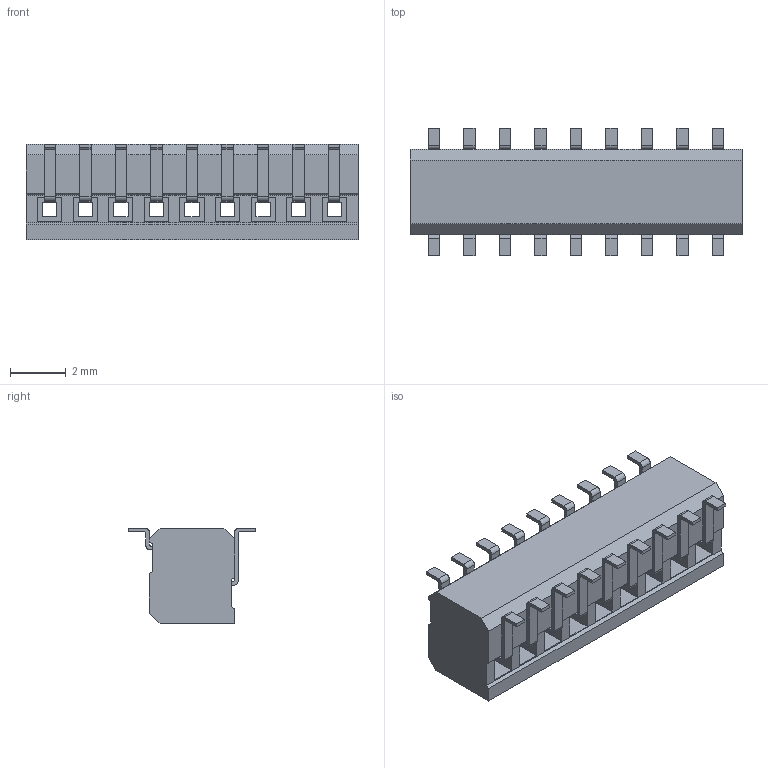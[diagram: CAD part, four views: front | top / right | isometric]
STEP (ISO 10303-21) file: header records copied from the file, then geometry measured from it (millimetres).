
FILE_DESCRIPTION(/* description */ ('STEP AP203'),/* implementation_level */ '2;1');
FILE_NAME(/* name */ 'CLP-109-02-F-DH',/* time_stamp */ '2023-04-20T11:12:51+02:00',/* author */ ('License CC BY-ND 4.0'),/* organization */ ('CADENAS'),/* preprocessor_version */ 'ST-DEVELOPER v19.3',/* originating_system */ 'PARTsolutions',/* authorisation */ ' ');
FILE_SCHEMA (('CONFIG_CONTROL_DESIGN'));
Length unit declared in the file: inch
Products named in the file (4): CLP-109-02-F-DH; C-70-05-109_Pin_dh; C-70-04-109_Pin_2_dh; CLP-109-2-F-DH_terminal
Assembly tree (3 placements, depth 2):
  CLP-109-02-F-DH
    C-70-05-109_Pin_dh
    C-70-04-109_Pin_2_dh
    CLP-109-2-F-DH_terminal
Bounding box: 11.86 x 4.57 x 3.43 mm (x, y, z)
Volume: 84.6 mm3; surface area: 395.5 mm2
Topology: 3 solids, 3 shells, 435 faces, 1169 edges, 758 vertices
Faces by surface type: plane 363, cylinder 72
Entity records: 13515 total; most frequent: CARTESIAN_POINT 2366, ORIENTED_EDGE 2338, DIRECTION 2191, EDGE_CURVE 1169, LINE 1025, VECTOR 1025, VERTEX_POINT 758, AXIS2_PLACEMENT_3D 583
